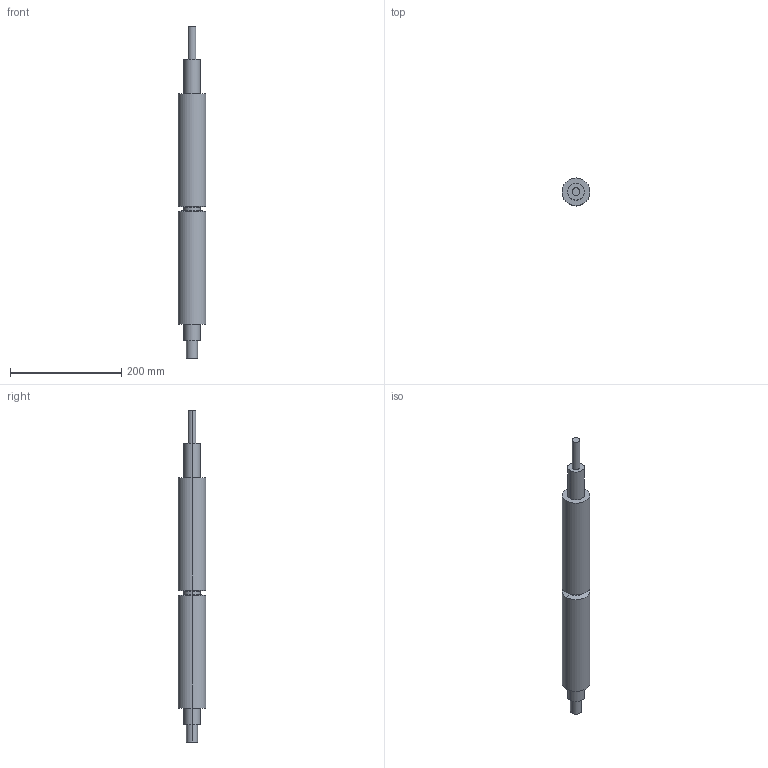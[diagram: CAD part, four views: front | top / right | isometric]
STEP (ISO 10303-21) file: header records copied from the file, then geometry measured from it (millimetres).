
FILE_DESCRIPTION (( 'STEP AP214' ), '1' );
FILE_NAME ('Axe moteur.STEP', '2022-12-16T11:48:57', ( '' ), ( '' ), 'SwSTEP 2.0', 'SolidWorks 2014', '' );
FILE_SCHEMA (( 'AUTOMOTIVE_DESIGN' ));
Length unit declared in the file: millimetre
Products named in the file (1): Axe moteur
Bounding box: 50 x 50 x 597.4 mm (x, y, z)
Volume: 887603.4 mm3; surface area: 84020.8 mm2
Topology: 1 solids, 1 shells, 30 faces, 61 edges, 38 vertices
Faces by surface type: cylinder 17, plane 9, cone 4
Entity records: 883 total; most frequent: CARTESIAN_POINT 193, DIRECTION 151, ORIENTED_EDGE 122, AXIS2_PLACEMENT_3D 62, EDGE_CURVE 61, VERTEX_POINT 38, EDGE_LOOP 35, CIRCLE 31
